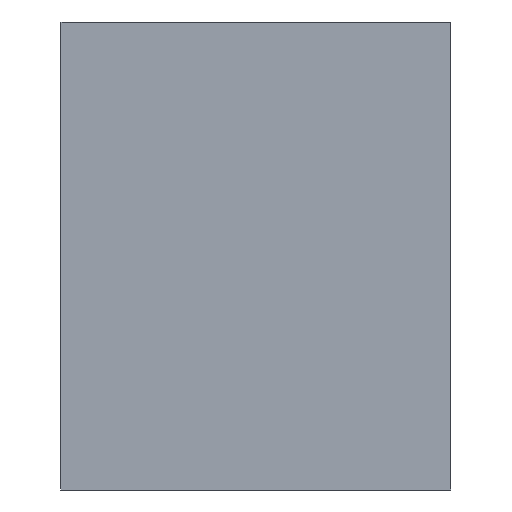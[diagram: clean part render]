
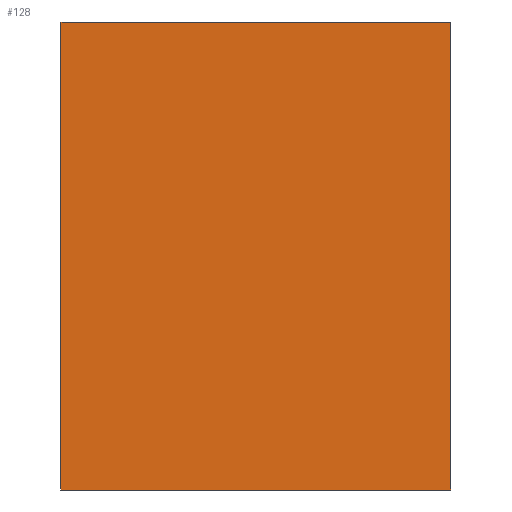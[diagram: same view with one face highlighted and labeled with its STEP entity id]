
A CAD part, left-side view. The second image highlights one B-rep face of the part: STEP entity #128.
In plain terms, the highlighted planar face has unit normal (-1, 0, 0).
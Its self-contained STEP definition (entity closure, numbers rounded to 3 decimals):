
#3 = VECTOR ( 'NONE', #392, 1000. ) ;
#7 = LINE ( 'NONE', #383, #266 ) ;
#18 = VERTEX_POINT ( 'NONE', #49 ) ;
#39 = VERTEX_POINT ( 'NONE', #393 ) ;
#49 = CARTESIAN_POINT ( 'NONE',  ( 0., 0., -12. ) ) ;
#54 = EDGE_LOOP ( 'NONE', ( #111, #259, #115, #309 ) ) ;
#55 = CARTESIAN_POINT ( 'NONE',  ( 0., 10., 0. ) ) ;
#63 = CARTESIAN_POINT ( 'NONE',  ( 0., 0., 0. ) ) ;
#71 = CARTESIAN_POINT ( 'NONE',  ( 0., 10., 0. ) ) ;
#72 = FACE_OUTER_BOUND ( 'NONE', #54, .T. ) ;
#80 = EDGE_CURVE ( 'NONE', #18, #85, #302, .T. ) ;
#85 = VERTEX_POINT ( 'NONE', #194 ) ;
#95 = CARTESIAN_POINT ( 'NONE',  ( 0., 10., 0. ) ) ;
#105 = VECTOR ( 'NONE', #279, 1000. ) ;
#111 = ORIENTED_EDGE ( 'NONE', *, *, #80, .T. ) ;
#115 = ORIENTED_EDGE ( 'NONE', *, *, #318, .F. ) ;
#128 = ADVANCED_FACE ( 'NONE', ( #72 ), #356, .F. ) ;
#183 = EDGE_CURVE ( 'NONE', #39, #18, #7, .T. ) ;
#184 = VERTEX_POINT ( 'NONE', #95 ) ;
#186 = AXIS2_PLACEMENT_3D ( 'NONE', #71, #197, #195 ) ;
#190 = LINE ( 'NONE', #222, #105 ) ;
#194 = CARTESIAN_POINT ( 'NONE',  ( 0., 0., 0. ) ) ;
#195 = DIRECTION ( 'NONE',  ( 0., 0., -1. ) ) ;
#197 = DIRECTION ( 'NONE',  ( 1., 0., 0. ) ) ;
#222 = CARTESIAN_POINT ( 'NONE',  ( 0., 10., 0. ) ) ;
#242 = VECTOR ( 'NONE', #268, 1000. ) ;
#259 = ORIENTED_EDGE ( 'NONE', *, *, #369, .F. ) ;
#266 = VECTOR ( 'NONE', #287, 1000. ) ;
#268 = DIRECTION ( 'NONE',  ( 0., 0., 1. ) ) ;
#279 = DIRECTION ( 'NONE',  ( 0., -1., 0. ) ) ;
#287 = DIRECTION ( 'NONE',  ( 0., -1., 0. ) ) ;
#301 = LINE ( 'NONE', #55, #3 ) ;
#302 = LINE ( 'NONE', #63, #242 ) ;
#309 = ORIENTED_EDGE ( 'NONE', *, *, #183, .T. ) ;
#318 = EDGE_CURVE ( 'NONE', #39, #184, #301, .T. ) ;
#356 = PLANE ( 'NONE',  #186 ) ;
#369 = EDGE_CURVE ( 'NONE', #184, #85, #190, .T. ) ;
#383 = CARTESIAN_POINT ( 'NONE',  ( 0., 10., -12. ) ) ;
#392 = DIRECTION ( 'NONE',  ( 0., 0., 1. ) ) ;
#393 = CARTESIAN_POINT ( 'NONE',  ( 0., 10., -12. ) ) ;
